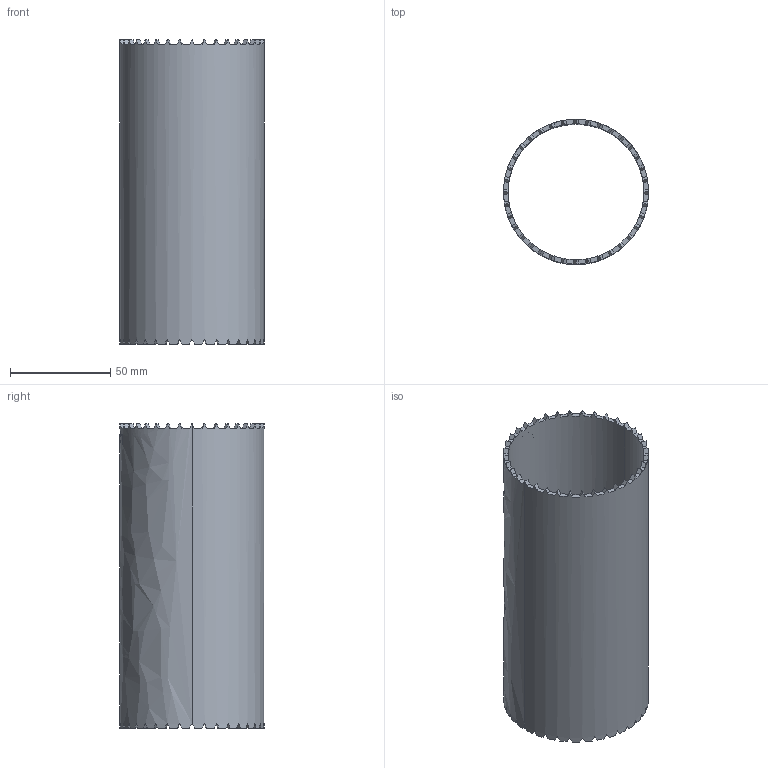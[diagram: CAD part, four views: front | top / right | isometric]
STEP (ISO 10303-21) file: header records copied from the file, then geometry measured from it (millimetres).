
FILE_DESCRIPTION(('FreeCAD Model'),'2;1');
FILE_NAME('Open CASCADE Shape Model','2025-04-26T23:41:46',('FreeCAD'),( 'FreeCAD'),'Open CASCADE STEP processor 7.6','FreeCAD','Unknown');
FILE_SCHEMA(('AUTOMOTIVE_DESIGN { 1 0 10303 214 1 1 1 1 }'));
Length unit declared in the file: millimetre
Products named in the file (1): Open CASCADE STEP translator 7.6 1
Bounding box: 72.3 x 72.3 x 151.94 mm (x, y, z)
Volume: 74103.7 mm3; surface area: 67526.2 mm2
Topology: 1 solids, 1 shells, 276 faces, 796 edges, 528 vertices
Faces by surface type: bspline 276
Entity records: 11382 total; most frequent: CARTESIAN_POINT 6981, ORIENTED_EDGE 1592, EDGE_CURVE 796, VERTEX_POINT 528, B_SPLINE_CURVE_WITH_KNOTS 355, FACE_BOUND 284, EDGE_LOOP 284, ADVANCED_FACE 276
